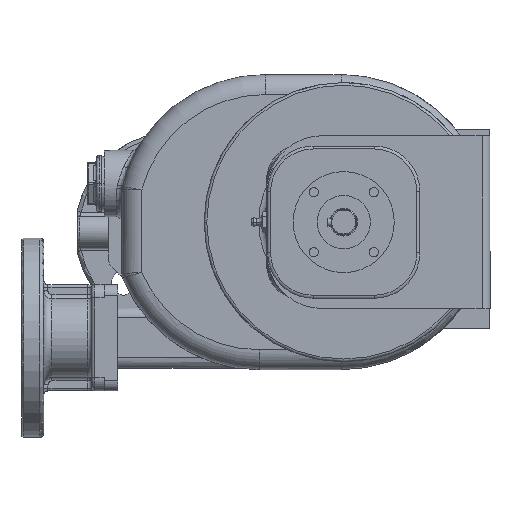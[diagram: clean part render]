
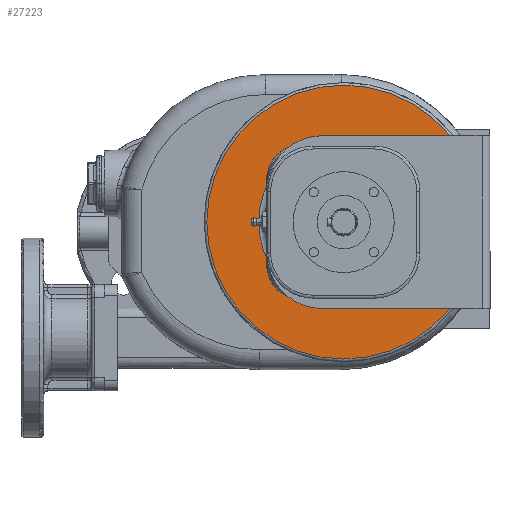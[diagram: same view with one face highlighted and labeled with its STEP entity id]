
A CAD part, left-side view. The second image highlights one B-rep face of the part: STEP entity #27223.
In plain terms, the highlighted planar face has unit normal (-1, 0, 0).
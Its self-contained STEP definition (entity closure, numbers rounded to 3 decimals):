
#7498=CARTESIAN_POINT('',(-58.5,110.,0.));
#7499=DIRECTION('',(1.,0.,0.));
#7500=DIRECTION('',(0.,1.,0.));
#7501=AXIS2_PLACEMENT_3D('',#7498,#7499,#7500);
#7503=CARTESIAN_POINT('',(-58.5,110.,0.));
#7504=DIRECTION('',(1.,0.,0.));
#7505=DIRECTION('',(0.,-1.,0.));
#7506=AXIS2_PLACEMENT_3D('',#7503,#7504,#7505);
#7508=CARTESIAN_POINT('',(-58.5,110.,0.));
#7509=DIRECTION('',(-1.,0.,0.));
#7510=DIRECTION('',(0.,-1.,0.));
#7511=AXIS2_PLACEMENT_3D('',#7508,#7509,#7510);
#7513=CARTESIAN_POINT('',(-58.5,110.,0.));
#7514=DIRECTION('',(-1.,0.,0.));
#7515=DIRECTION('',(0.,1.,0.));
#7516=AXIS2_PLACEMENT_3D('',#7513,#7514,#7515);
#13979=CARTESIAN_POINT('',(-58.5,45.989,0.));
#13980=CARTESIAN_POINT('',(-58.5,174.011,0.));
#13981=VERTEX_POINT('',#13979);
#13982=VERTEX_POINT('',#13980);
#13991=CARTESIAN_POINT('',(-58.5,213.,0.));
#13992=CARTESIAN_POINT('',(-58.5,7.,0.));
#13993=VERTEX_POINT('',#13991);
#13994=VERTEX_POINT('',#13992);
#27208=CARTESIAN_POINT('',(-58.5,110.,0.));
#27209=DIRECTION('',(-1.,0.,0.));
#27210=DIRECTION('',(0.,1.,0.));
#27211=AXIS2_PLACEMENT_3D('',#27208,#27209,#27210);
#27212=PLANE('',#27211);
#27213=ORIENTED_EDGE('',*,*,#27202,.T.);
#27214=ORIENTED_EDGE('',*,*,#27188,.T.);
#27215=EDGE_LOOP('',(#27213,#27214));
#27216=FACE_OUTER_BOUND('',#27215,.F.);
#27218=ORIENTED_EDGE('',*,*,#27217,.T.);
#27220=ORIENTED_EDGE('',*,*,#27219,.T.);
#27221=EDGE_LOOP('',(#27218,#27220));
#27222=FACE_BOUND('',#27221,.F.);
#27223=ADVANCED_FACE('',(#27216,#27222),#27212,.T.);
#7502=CIRCLE('',#7501,103.);
#7507=CIRCLE('',#7506,103.);
#7512=CIRCLE('',#7511,64.011);
#7517=CIRCLE('',#7516,64.011);
#27188=EDGE_CURVE('',#13994,#13993,#7507,.T.);
#27202=EDGE_CURVE('',#13993,#13994,#7502,.T.);
#27217=EDGE_CURVE('',#13981,#13982,#7512,.T.);
#27219=EDGE_CURVE('',#13982,#13981,#7517,.T.);
